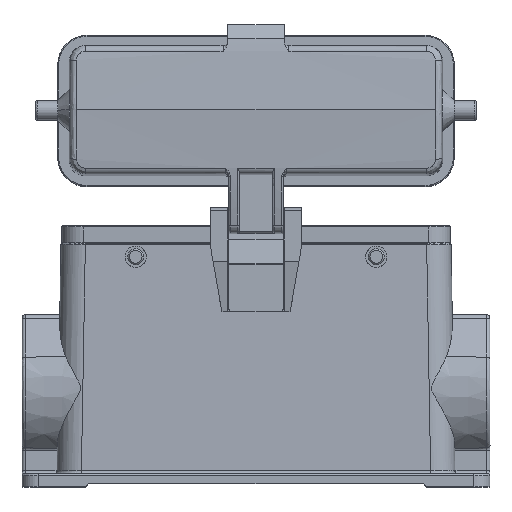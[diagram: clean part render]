
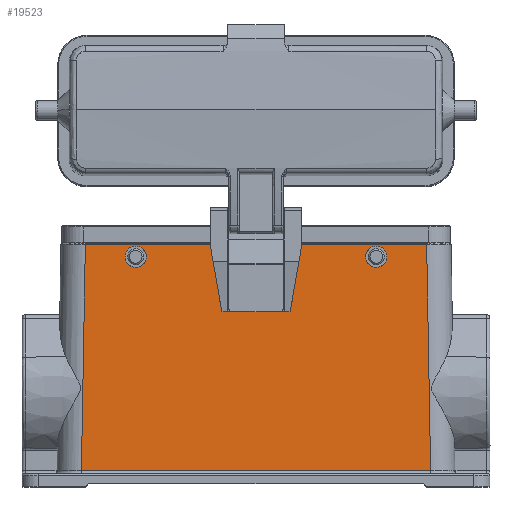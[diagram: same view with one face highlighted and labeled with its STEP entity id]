
A CAD part, top view. The second image highlights one B-rep face of the part: STEP entity #19523.
In plain terms, the highlighted planar face has unit normal (0, 0.018, 1).
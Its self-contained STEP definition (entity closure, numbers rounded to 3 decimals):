
#1048 = PLANE ( 'NONE',  #21853 ) ;
#1049 = CARTESIAN_POINT ( 'NONE',  ( -63.061, 51.005, 21.5 ) ) ;
#1050 = DIRECTION ( 'NONE',  ( 0., 0.017, 1. ) ) ;
#1051 = DIRECTION ( 'NONE',  ( 0., -1., 0.017 ) ) ;
#3805 = ORIENTED_EDGE ( 'NONE', *, *, #23990, .T. ) ;
#3836 = ORIENTED_EDGE ( 'NONE', *, *, #8620, .T. ) ;
#3845 = ORIENTED_EDGE ( 'NONE', *, *, #23951, .T. ) ;
#3852 = ORIENTED_EDGE ( 'NONE', *, *, #23960, .T. ) ;
#3858 = ORIENTED_EDGE ( 'NONE', *, *, #23975, .T. ) ;
#3862 = ORIENTED_EDGE ( 'NONE', *, *, #23957, .T. ) ;
#3867 = ORIENTED_EDGE ( 'NONE', *, *, #22661, .F. ) ;
#3868 = ORIENTED_EDGE ( 'NONE', *, *, #22664, .F. ) ;
#8620 = EDGE_CURVE ( 'NONE', #18067, #18065, #19305, .T. ) ;
#8963 = CARTESIAN_POINT ( 'NONE',  ( 40.25, 46.805, 21.573 ) ) ;
#8965 = CARTESIAN_POINT ( 'NONE',  ( 33.75, 46.805, 21.573 ) ) ;
#9011 = CARTESIAN_POINT ( 'NONE',  ( 52.51, 50.513, 21.509 ) ) ;
#9012 = CARTESIAN_POINT ( 'NONE',  ( 53.723, -19.013, 22.722 ) ) ;
#9013 = CARTESIAN_POINT ( 'NONE',  ( -52.51, 50.513, 21.509 ) ) ;
#9014 = CARTESIAN_POINT ( 'NONE',  ( -53.723, -19.013, 22.722 ) ) ;
#9939 = CARTESIAN_POINT ( 'NONE',  ( -33.75, 46.805, 21.573 ) ) ;
#9941 = CARTESIAN_POINT ( 'NONE',  ( -40.25, 46.805, 21.573 ) ) ;
#11712 = VECTOR ( 'NONE', #13148, 1000. ) ;
#11716 = VECTOR ( 'NONE', #13181, 1000. ) ;
#11727 = VECTOR ( 'NONE', #13254, 1000. ) ;
#11735 = VECTOR ( 'NONE', #15780, 1000. ) ;
#13146 = LINE ( 'NONE', #13147, #11712 ) ;
#13147 = CARTESIAN_POINT ( 'NONE',  ( -63.061, 50.513, 21.509 ) ) ;
#13148 = DIRECTION ( 'NONE',  ( -1., 0., 0. ) ) ;
#13164 = CARTESIAN_POINT ( 'NONE',  ( -33.75, 46.805, 21.573 ) ) ;
#13165 = CARTESIAN_POINT ( 'NONE',  ( -33.75, 40.305, 21.687 ) ) ;
#13166 = CARTESIAN_POINT ( 'NONE',  ( -40.25, 40.305, 21.687 ) ) ;
#13167 = CARTESIAN_POINT ( 'NONE',  ( -40.25, 46.805, 21.573 ) ) ;
#13179 = LINE ( 'NONE', #13180, #11716 ) ;
#13180 = CARTESIAN_POINT ( 'NONE',  ( -52.51, 50.513, 21.509 ) ) ;
#13181 = DIRECTION ( 'NONE',  ( -0.017, -1., 0.017 ) ) ;
#13252 = LINE ( 'NONE', #13253, #11727 ) ;
#13253 = CARTESIAN_POINT ( 'NONE',  ( 53.723, -19.013, 22.722 ) ) ;
#13254 = DIRECTION ( 'NONE',  ( -0.017, 1., -0.017 ) ) ;
#15778 = LINE ( 'NONE', #15779, #11735 ) ;
#15779 = CARTESIAN_POINT ( 'NONE',  ( -63.061, -19.013, 22.722 ) ) ;
#15780 = DIRECTION ( 'NONE',  ( 1., 0., 0. ) ) ;
#16578 = CARTESIAN_POINT ( 'NONE',  ( 40.25, 46.805, 21.573 ) ) ;
#16579 = CARTESIAN_POINT ( 'NONE',  ( 40.25, 53.305, 21.46 ) ) ;
#16580 = CARTESIAN_POINT ( 'NONE',  ( 33.75, 53.305, 21.46 ) ) ;
#16581 = CARTESIAN_POINT ( 'NONE',  ( 33.75, 46.805, 21.573 ) ) ;
#16588 = CARTESIAN_POINT ( 'NONE',  ( 33.75, 46.805, 21.573 ) ) ;
#16589 = CARTESIAN_POINT ( 'NONE',  ( 33.75, 40.305, 21.687 ) ) ;
#16590 = CARTESIAN_POINT ( 'NONE',  ( 40.25, 40.305, 21.687 ) ) ;
#16591 = CARTESIAN_POINT ( 'NONE',  ( 40.25, 46.805, 21.573 ) ) ;
#18065 = VERTEX_POINT ( 'NONE', #9939 ) ;
#18067 = VERTEX_POINT ( 'NONE', #9941 ) ;
#19305 =( BOUNDED_CURVE ( )  B_SPLINE_CURVE ( 3, ( #23033, #23034, #23035, #23036 ),
 .UNSPECIFIED., .F., .T. ) 
 B_SPLINE_CURVE_WITH_KNOTS ( ( 4, 4 ),
 ( 4.712, 7.854 ),
 .UNSPECIFIED. ) 
 CURVE ( )  GEOMETRIC_REPRESENTATION_ITEM ( )  RATIONAL_B_SPLINE_CURVE ( ( 1., 0.333, 0.333, 1. ) ) 
 REPRESENTATION_ITEM ( '' )  );
#19523 = ADVANCED_FACE ( 'NONE', ( #23170, #20874, #21858 ), #1048, .T. ) ;
#20277 = VERTEX_POINT ( 'NONE', #8963 ) ;
#20280 = VERTEX_POINT ( 'NONE', #8965 ) ;
#20341 = VERTEX_POINT ( 'NONE', #9011 ) ;
#20343 = VERTEX_POINT ( 'NONE', #9012 ) ;
#20344 = VERTEX_POINT ( 'NONE', #9013 ) ;
#20345 = VERTEX_POINT ( 'NONE', #9014 ) ;
#20871 =( BOUNDED_CURVE ( )  B_SPLINE_CURVE ( 3, ( #16588, #16589, #16590, #16591 ),
 .UNSPECIFIED., .F., .F. ) 
 B_SPLINE_CURVE_WITH_KNOTS ( ( 4, 4 ),
 ( 1.571, 4.712 ),
 .UNSPECIFIED. ) 
 CURVE ( )  GEOMETRIC_REPRESENTATION_ITEM ( )  RATIONAL_B_SPLINE_CURVE ( ( 1., 0.333, 0.333, 1. ) ) 
 REPRESENTATION_ITEM ( '' )  );
#20872 =( BOUNDED_CURVE ( )  B_SPLINE_CURVE ( 3, ( #16578, #16579, #16580, #16581 ),
 .UNSPECIFIED., .F., .F. ) 
 B_SPLINE_CURVE_WITH_KNOTS ( ( 4, 4 ),
 ( 4.712, 7.854 ),
 .UNSPECIFIED. ) 
 CURVE ( )  GEOMETRIC_REPRESENTATION_ITEM ( )  RATIONAL_B_SPLINE_CURVE ( ( 1., 0.333, 0.333, 1. ) ) 
 REPRESENTATION_ITEM ( '' )  );
#20874 = FACE_OUTER_BOUND ( 'NONE', #20880, .T. ) ;
#20880 = EDGE_LOOP ( 'NONE', ( #3858, #3845, #3852, #3805 ) ) ;
#20882 = EDGE_LOOP ( 'NONE', ( #3836, #3862 ) ) ;
#20889 = EDGE_LOOP ( 'NONE', ( #3868, #3867 ) ) ;
#21853 = AXIS2_PLACEMENT_3D ( 'NONE', #1049, #1050, #1051 ) ;
#21858 = FACE_BOUND ( 'NONE', #20889, .T. ) ;
#22661 = EDGE_CURVE ( 'NONE', #20277, #20280, #20872, .T. ) ;
#22664 = EDGE_CURVE ( 'NONE', #20280, #20277, #20871, .T. ) ;
#23033 = CARTESIAN_POINT ( 'NONE',  ( -40.25, 46.805, 21.573 ) ) ;
#23034 = CARTESIAN_POINT ( 'NONE',  ( -40.25, 53.305, 21.46 ) ) ;
#23035 = CARTESIAN_POINT ( 'NONE',  ( -33.75, 53.305, 21.46 ) ) ;
#23036 = CARTESIAN_POINT ( 'NONE',  ( -33.75, 46.805, 21.573 ) ) ;
#23170 = FACE_BOUND ( 'NONE', #20882, .T. ) ;
#23267 =( BOUNDED_CURVE ( )  B_SPLINE_CURVE ( 3, ( #13164, #13165, #13166, #13167 ),
 .UNSPECIFIED., .F., .T. ) 
 B_SPLINE_CURVE_WITH_KNOTS ( ( 4, 4 ),
 ( 1.571, 4.712 ),
 .UNSPECIFIED. ) 
 CURVE ( )  GEOMETRIC_REPRESENTATION_ITEM ( )  RATIONAL_B_SPLINE_CURVE ( ( 1., 0.333, 0.333, 1. ) ) 
 REPRESENTATION_ITEM ( '' )  );
#23951 = EDGE_CURVE ( 'NONE', #20341, #20344, #13146, .T. ) ;
#23957 = EDGE_CURVE ( 'NONE', #18065, #18067, #23267, .T. ) ;
#23960 = EDGE_CURVE ( 'NONE', #20344, #20345, #13179, .T. ) ;
#23975 = EDGE_CURVE ( 'NONE', #20343, #20341, #13252, .T. ) ;
#23990 = EDGE_CURVE ( 'NONE', #20345, #20343, #15778, .T. ) ;
